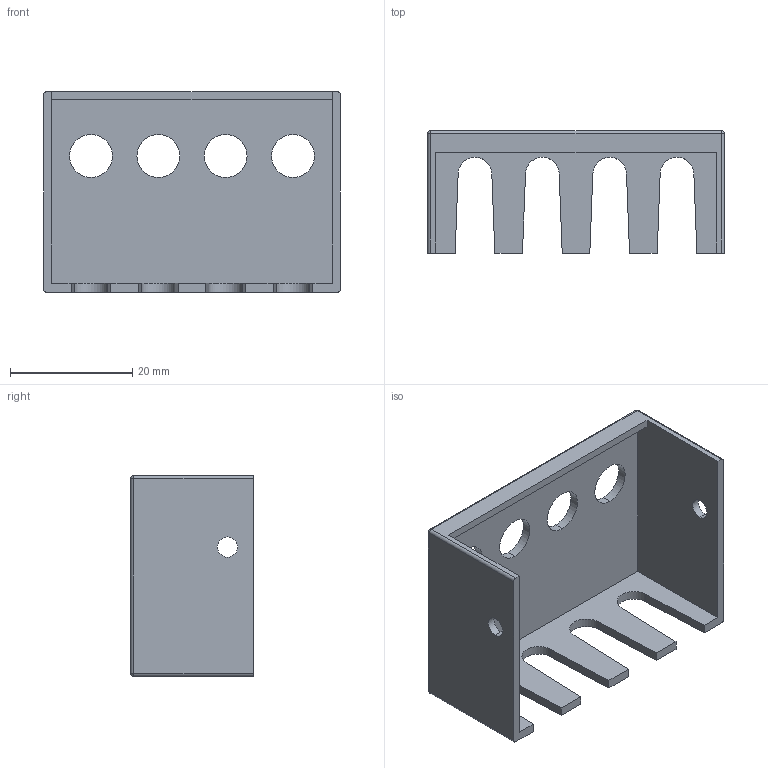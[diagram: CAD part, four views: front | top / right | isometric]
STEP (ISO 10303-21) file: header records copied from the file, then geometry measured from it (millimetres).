
FILE_DESCRIPTION (( 'STEP AP214' ), '1' );
FILE_NAME ('SPFG1.step', '2019-03-27T13:38:08', ( '' ), ( '' ), 'SwSTEP 2.0', 'SolidWorks 2018', '' );
FILE_SCHEMA (( 'AUTOMOTIVE_DESIGN' ));
Length unit declared in the file: millimetre
Products named in the file (1): SPFG1
Bounding box: 48.5 x 20 x 32.75 mm (x, y, z)
Volume: 4553.2 mm3; surface area: 6986.3 mm2
Topology: 1 solids, 1 shells, 52 faces, 142 edges, 88 vertices
Faces by surface type: cylinder 24, plane 24, sphere 4
Entity records: 1672 total; most frequent: DIRECTION 292, CARTESIAN_POINT 279, ORIENTED_EDGE 276, EDGE_CURVE 138, AXIS2_PLACEMENT_3D 101, VECTOR 90, LINE 90, VERTEX_POINT 88
